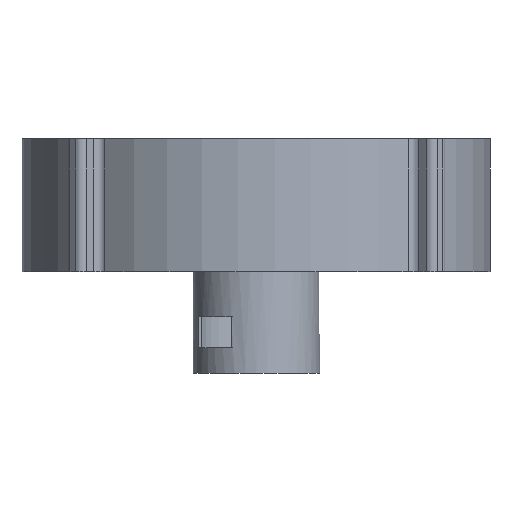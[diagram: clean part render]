
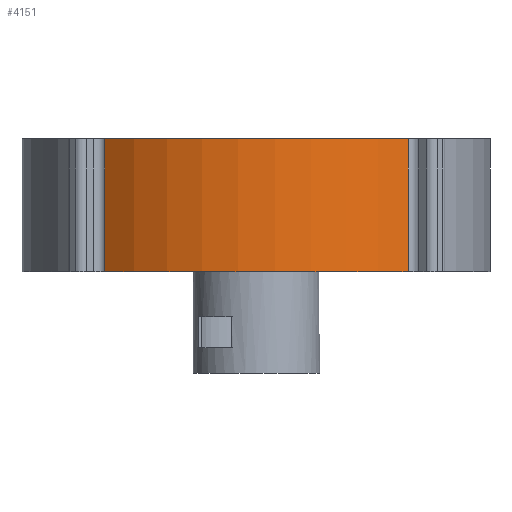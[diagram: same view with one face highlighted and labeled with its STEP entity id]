
A CAD part, left-side view. The second image highlights one B-rep face of the part: STEP entity #4151.
In plain terms, the highlighted cylindrical face has radius 60 mm (diameter 120 mm), a partial arc.
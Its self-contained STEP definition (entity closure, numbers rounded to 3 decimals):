
#538=FACE_OUTER_BOUND('',#773,.T.);
#773=EDGE_LOOP('',(#3071,#3072,#3073,#3074));
#992=LINE('',#6157,#1206);
#1010=LINE('',#6207,#1224);
#1206=VECTOR('',#4938,10.);
#1224=VECTOR('',#4992,10.);
#1432=CIRCLE('',#4412,60.);
#1479=CIRCLE('',#4517,60.);
#1655=VERTEX_POINT('',#6111);
#1656=VERTEX_POINT('',#6113);
#1675=VERTEX_POINT('',#6153);
#1690=VERTEX_POINT('',#6205);
#2111=EDGE_CURVE('',#1656,#1655,#1432,.T.);
#2133=EDGE_CURVE('',#1656,#1675,#992,.T.);
#2158=EDGE_CURVE('',#1690,#1655,#1010,.T.);
#2250=EDGE_CURVE('',#1675,#1690,#1479,.T.);
#3071=ORIENTED_EDGE('',*,*,#2133,.F.);
#3072=ORIENTED_EDGE('',*,*,#2111,.T.);
#3073=ORIENTED_EDGE('',*,*,#2158,.F.);
#3074=ORIENTED_EDGE('',*,*,#2250,.F.);
#4038=CYLINDRICAL_SURFACE('',#4516,60.);
#4151=ADVANCED_FACE('',(#538),#4038,.T.);
#4412=AXIS2_PLACEMENT_3D('',#6114,#4896,#4897);
#4516=AXIS2_PLACEMENT_3D('',#6529,#5180,#5181);
#4517=AXIS2_PLACEMENT_3D('',#6530,#5182,#5183);
#4896=DIRECTION('center_axis',(0.,0.,1.));
#4897=DIRECTION('ref_axis',(1.,0.,0.));
#4938=DIRECTION('',(0.,0.,1.));
#4992=DIRECTION('',(0.,0.,-1.));
#5180=DIRECTION('center_axis',(0.,0.,1.));
#5181=DIRECTION('ref_axis',(-1.,0.,0.));
#5182=DIRECTION('center_axis',(0.,0.,1.));
#5183=DIRECTION('ref_axis',(-1.,0.,0.));
#6111=CARTESIAN_POINT('',(-45.715,-38.86,0.));
#6113=CARTESIAN_POINT('',(-45.71,38.867,0.));
#6114=CARTESIAN_POINT('Origin',(0.,0.,0.));
#6153=CARTESIAN_POINT('',(-45.71,38.867,34.));
#6157=CARTESIAN_POINT('',(-45.71,38.867,0.));
#6205=CARTESIAN_POINT('',(-45.715,-38.86,34.));
#6207=CARTESIAN_POINT('',(-45.715,-38.86,0.));
#6529=CARTESIAN_POINT('Origin',(0.,0.,0.));
#6530=CARTESIAN_POINT('Origin',(0.,0.,34.));
